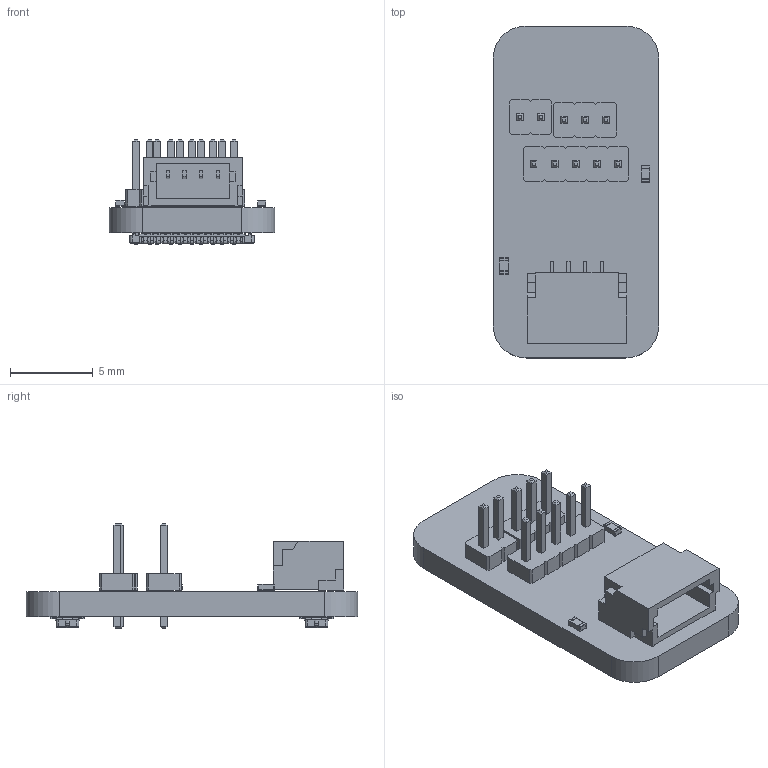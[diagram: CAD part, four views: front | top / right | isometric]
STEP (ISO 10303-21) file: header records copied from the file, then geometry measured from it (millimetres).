
FILE_DESCRIPTION(('KiCad electronic assembly'),'2;1');
FILE_NAME('2 connector Sensor Board.step','2025-11-16T14:56:04',( 'Pcbnew'),('Kicad'),'Open CASCADE STEP processor 7.6', 'KiCad to STEP converter','Unknown');
FILE_SCHEMA(('AUTOMOTIVE_DESIGN { 1 0 10303 214 1 1 1 1 }'));
Length unit declared in the file: millimetre
Products named in the file (8): 2 connector Sensor Board 1; PinHeader_1x05_P1.27mm_Vertical; SM04B-SRSS-TB; R_0402_1005Metric; PinHeader_1x03_P1.27mm_Vertical; PinHeader_1x02_P1.27mm_Vertical; TE c-3-2363962-0-a-3d; 2 connector Sensor Board_PCB
Assembly tree (9 placements, depth 2):
  2 connector Sensor Board 1
    PinHeader_1x05_P1.27mm_Vertical
    SM04B-SRSS-TB
    R_0402_1005Metric  x2
    PinHeader_1x03_P1.27mm_Vertical
    PinHeader_1x02_P1.27mm_Vertical
    TE c-3-2363962-0-a-3d  x2
    2 connector Sensor Board_PCB
Bounding box: 10 x 20 x 6.3 mm (x, y, z)
Volume: 379.1 mm3; surface area: 929.4 mm2
Topology: 9 solids, 9 shells, 2073 faces, 5964 edges, 3934 vertices
Faces by surface type: plane 1587, cylinder 466, bspline 12, torus 8
Full cylindrical faces by diameter (mm): 0.65 x10
Entity records: 39225 total; most frequent: CARTESIAN_POINT 7170, ORIENTED_EDGE 6860, DIRECTION 6336, EDGE_CURVE 3430, LINE 2926, VECTOR 2926, VERTEX_POINT 2252, AXIS2_PLACEMENT_3D 1705
